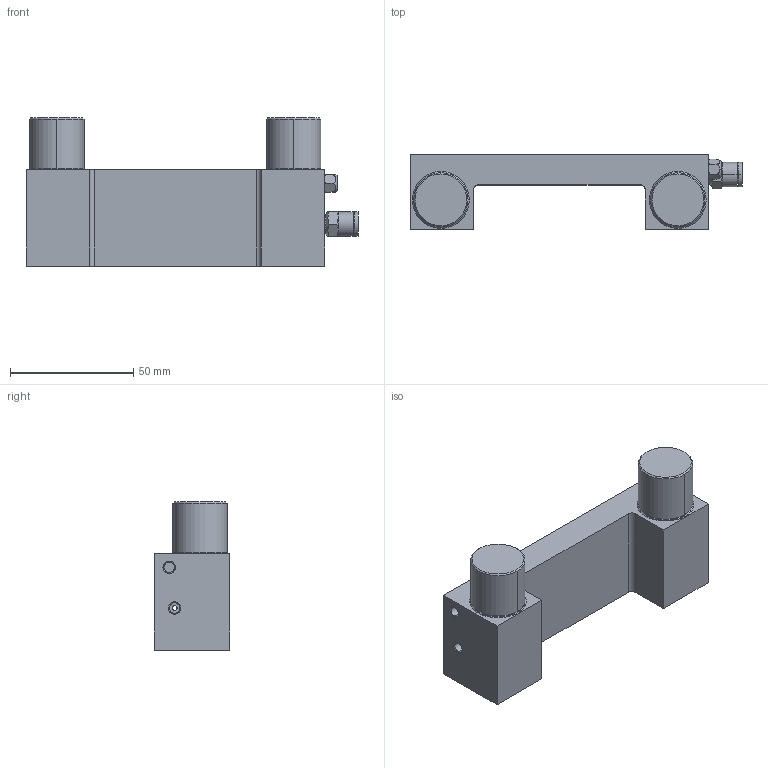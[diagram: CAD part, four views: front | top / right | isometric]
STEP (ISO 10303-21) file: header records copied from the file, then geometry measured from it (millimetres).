
FILE_DESCRIPTION (( 'STEP AP214' ), '1' );
FILE_NAME ('CPS25W(³£±ÕÐÍ).STEP', '2019-10-17T02:58:03', ( 'USER-' ), ( 'MS' ), 'SwSTEP 2.0', 'SolidWorks 2012', '' );
FILE_SCHEMA (( 'AUTOMOTIVE_DESIGN' ));
Length unit declared in the file: millimetre
Products named in the file (1): CPS25W(都敕倰)
Bounding box: 134.5 x 30.5 x 60 mm (x, y, z)
Volume: 110478.4 mm3; surface area: 26522.8 mm2
Topology: 5 solids, 5 shells, 137 faces, 300 edges, 180 vertices
Faces by surface type: cylinder 48, cone 44, plane 41, torus 4
Entity records: 5563 total; most frequent: CARTESIAN_POINT 966, DIRECTION 668, ORIENTED_EDGE 584, EDGE_CURVE 292, AXIS2_PLACEMENT_3D 270, VERTEX_POINT 180, EDGE_LOOP 156, UNCERTAINTY_MEASURE_WITH_UNIT 144
